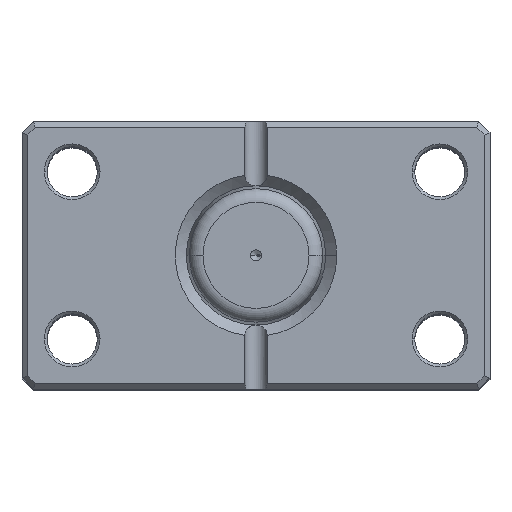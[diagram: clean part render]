
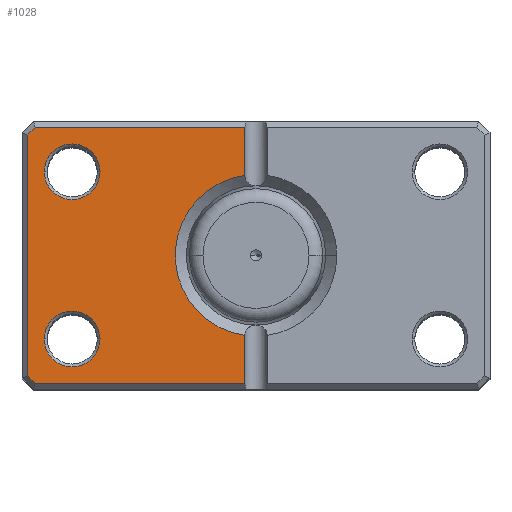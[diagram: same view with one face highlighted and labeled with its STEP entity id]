
A CAD part, top view. The second image highlights one B-rep face of the part: STEP entity #1028.
In plain terms, the highlighted face is planar.
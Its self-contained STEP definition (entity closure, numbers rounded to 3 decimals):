
#207 = ORIENTED_EDGE ( 'NONE', *, *, #2656, .T. ) ;
#220 = VECTOR ( 'NONE', #786, 1000. ) ;
#308 = CARTESIAN_POINT ( 'NONE',  ( 2., 24., 0. ) ) ;
#341 = EDGE_CURVE ( 'NONE', #5497, #5846, #2410, .T. ) ;
#351 = ORIENTED_EDGE ( 'NONE', *, *, #800, .T. ) ;
#510 = ORIENTED_EDGE ( 'NONE', *, *, #1633, .T. ) ;
#641 = CARTESIAN_POINT ( 'NONE',  ( 38., -15., 0. ) ) ;
#656 = EDGE_CURVE ( 'NONE', #5757, #5497, #3389, .T. ) ;
#665 = VECTOR ( 'NONE', #4536, 1000. ) ;
#686 = CIRCLE ( 'NONE', #2489, 5. ) ;
#709 = CARTESIAN_POINT ( 'NONE',  ( 33., 15., 0. ) ) ;
#770 = VERTEX_POINT ( 'NONE', #3249 ) ;
#786 = DIRECTION ( 'NONE',  ( 0., 1., 0. ) ) ;
#800 = EDGE_CURVE ( 'NONE', #770, #5757, #3005, .T. ) ;
#916 = CARTESIAN_POINT ( 'NONE',  ( 31.293, 31.293, 0. ) ) ;
#944 = VECTOR ( 'NONE', #1300, 1000. ) ;
#1028 = ADVANCED_FACE ( 'NONE', ( #4286, #1892, #3085 ), #1744, .F. ) ;
#1131 = VERTEX_POINT ( 'NONE', #641 ) ;
#1191 = VECTOR ( 'NONE', #5533, 1000. ) ;
#1197 = CIRCLE ( 'NONE', #2330, 5. ) ;
#1228 = DIRECTION ( 'NONE',  ( 1., 0., 0. ) ) ;
#1300 = DIRECTION ( 'NONE',  ( 0.707, -0.707, 0. ) ) ;
#1460 = DIRECTION ( 'NONE',  ( 0., 0., 1. ) ) ;
#1552 = ORIENTED_EDGE ( 'NONE', *, *, #1577, .T. ) ;
#1562 = LINE ( 'NONE', #2643, #220 ) ;
#1577 = EDGE_CURVE ( 'NONE', #5846, #3829, #4062, .T. ) ;
#1633 = EDGE_CURVE ( 'NONE', #2836, #1904, #1661, .T. ) ;
#1661 = LINE ( 'NONE', #308, #3915 ) ;
#1680 = ORIENTED_EDGE ( 'NONE', *, *, #5359, .T. ) ;
#1731 = DIRECTION ( 'NONE',  ( 0., 0., 1. ) ) ;
#1744 = PLANE ( 'NONE',  #5093 ) ;
#1782 = VERTEX_POINT ( 'NONE', #3683 ) ;
#1892 = FACE_BOUND ( 'NONE', #2409, .T. ) ;
#1904 = VERTEX_POINT ( 'NONE', #4189 ) ;
#1962 = ORIENTED_EDGE ( 'NONE', *, *, #5119, .T. ) ;
#2190 = CARTESIAN_POINT ( 'NONE',  ( 0., 0., 0. ) ) ;
#2206 = DIRECTION ( 'NONE',  ( 0., 0., 1. ) ) ;
#2257 = DIRECTION ( 'NONE',  ( 1., 0., 0. ) ) ;
#2330 = AXIS2_PLACEMENT_3D ( 'NONE', #2706, #5919, #3151 ) ;
#2366 = CARTESIAN_POINT ( 'NONE',  ( 41., 21.586, 0. ) ) ;
#2409 = EDGE_LOOP ( 'NONE', ( #4227, #3020 ) ) ;
#2410 = LINE ( 'NONE', #5326, #1191 ) ;
#2428 = EDGE_CURVE ( 'NONE', #1904, #4161, #5096, .T. ) ;
#2446 = DIRECTION ( 'NONE',  ( 0., 0., 1. ) ) ;
#2489 = AXIS2_PLACEMENT_3D ( 'NONE', #4433, #1731, #4917 ) ;
#2527 = CARTESIAN_POINT ( 'NONE',  ( 38., 15., 0. ) ) ;
#2611 = CARTESIAN_POINT ( 'NONE',  ( 41., -21.586, 0. ) ) ;
#2643 = CARTESIAN_POINT ( 'NONE',  ( 2., 24., 0. ) ) ;
#2655 = CARTESIAN_POINT ( 'NONE',  ( 31.293, -31.293, 0. ) ) ;
#2656 = EDGE_CURVE ( 'NONE', #3829, #2836, #5432, .T. ) ;
#2684 = DIRECTION ( 'NONE',  ( 0., 1., 0. ) ) ;
#2706 = CARTESIAN_POINT ( 'NONE',  ( 33., -15., 0. ) ) ;
#2836 = VERTEX_POINT ( 'NONE', #2908 ) ;
#2873 = VECTOR ( 'NONE', #5889, 1000. ) ;
#2886 = ORIENTED_EDGE ( 'NONE', *, *, #2428, .T. ) ;
#2908 = CARTESIAN_POINT ( 'NONE',  ( 2., -23., 0. ) ) ;
#3005 = LINE ( 'NONE', #4377, #665 ) ;
#3020 = ORIENTED_EDGE ( 'NONE', *, *, #5851, .T. ) ;
#3080 = EDGE_CURVE ( 'NONE', #3222, #5280, #3839, .T. ) ;
#3085 = FACE_OUTER_BOUND ( 'NONE', #4816, .T. ) ;
#3109 = CIRCLE ( 'NONE', #5490, 5. ) ;
#3151 = DIRECTION ( 'NONE',  ( 1., 0., 0. ) ) ;
#3222 = VERTEX_POINT ( 'NONE', #4860 ) ;
#3249 = CARTESIAN_POINT ( 'NONE',  ( 2., 23., 0. ) ) ;
#3275 = AXIS2_PLACEMENT_3D ( 'NONE', #4946, #2206, #5413 ) ;
#3389 = LINE ( 'NONE', #916, #944 ) ;
#3683 = CARTESIAN_POINT ( 'NONE',  ( 28., -15., 0. ) ) ;
#3829 = VERTEX_POINT ( 'NONE', #5232 ) ;
#3839 = CIRCLE ( 'NONE', #4186, 5. ) ;
#3881 = CARTESIAN_POINT ( 'NONE',  ( 2., 14.361, 0. ) ) ;
#3902 = VECTOR ( 'NONE', #5993, 1000. ) ;
#3915 = VECTOR ( 'NONE', #2684, 1000. ) ;
#3935 = ORIENTED_EDGE ( 'NONE', *, *, #341, .T. ) ;
#3937 = DIRECTION ( 'NONE',  ( 0., 0., 1. ) ) ;
#4062 = LINE ( 'NONE', #2655, #2873 ) ;
#4161 = VERTEX_POINT ( 'NONE', #3881 ) ;
#4170 = CARTESIAN_POINT ( 'NONE',  ( 0., -23., 0. ) ) ;
#4186 = AXIS2_PLACEMENT_3D ( 'NONE', #709, #3937, #1228 ) ;
#4189 = CARTESIAN_POINT ( 'NONE',  ( 2., -14.361, 0. ) ) ;
#4227 = ORIENTED_EDGE ( 'NONE', *, *, #3080, .T. ) ;
#4286 = FACE_BOUND ( 'NONE', #5206, .T. ) ;
#4377 = CARTESIAN_POINT ( 'NONE',  ( 0., 23., 0. ) ) ;
#4387 = EDGE_CURVE ( 'NONE', #1131, #1782, #1197, .T. ) ;
#4433 = CARTESIAN_POINT ( 'NONE',  ( 33., 15., 0. ) ) ;
#4536 = DIRECTION ( 'NONE',  ( 1., 0., 0. ) ) ;
#4816 = EDGE_LOOP ( 'NONE', ( #510, #2886, #1680, #351, #5190, #3935, #1552, #207 ) ) ;
#4860 = CARTESIAN_POINT ( 'NONE',  ( 28., 15., 0. ) ) ;
#4917 = DIRECTION ( 'NONE',  ( 1., 0., 0. ) ) ;
#4946 = CARTESIAN_POINT ( 'NONE',  ( 0., 0., 0. ) ) ;
#5093 = AXIS2_PLACEMENT_3D ( 'NONE', #2190, #1460, #2257 ) ;
#5096 = CIRCLE ( 'NONE', #3275, 14.5 ) ;
#5119 = EDGE_CURVE ( 'NONE', #1782, #1131, #3109, .T. ) ;
#5190 = ORIENTED_EDGE ( 'NONE', *, *, #656, .T. ) ;
#5202 = CARTESIAN_POINT ( 'NONE',  ( 33., -15., 0. ) ) ;
#5206 = EDGE_LOOP ( 'NONE', ( #1962, #5483 ) ) ;
#5232 = CARTESIAN_POINT ( 'NONE',  ( 39.586, -23., 0. ) ) ;
#5280 = VERTEX_POINT ( 'NONE', #2527 ) ;
#5283 = CARTESIAN_POINT ( 'NONE',  ( 39.586, 23., 0. ) ) ;
#5326 = CARTESIAN_POINT ( 'NONE',  ( 41., 0., 0. ) ) ;
#5359 = EDGE_CURVE ( 'NONE', #4161, #770, #1562, .T. ) ;
#5413 = DIRECTION ( 'NONE',  ( 1., 0., 0. ) ) ;
#5432 = LINE ( 'NONE', #4170, #3902 ) ;
#5483 = ORIENTED_EDGE ( 'NONE', *, *, #4387, .T. ) ;
#5490 = AXIS2_PLACEMENT_3D ( 'NONE', #5202, #2446, #5677 ) ;
#5497 = VERTEX_POINT ( 'NONE', #2366 ) ;
#5533 = DIRECTION ( 'NONE',  ( 0., -1., 0. ) ) ;
#5677 = DIRECTION ( 'NONE',  ( 1., 0., 0. ) ) ;
#5757 = VERTEX_POINT ( 'NONE', #5283 ) ;
#5846 = VERTEX_POINT ( 'NONE', #2611 ) ;
#5851 = EDGE_CURVE ( 'NONE', #5280, #3222, #686, .T. ) ;
#5889 = DIRECTION ( 'NONE',  ( -0.707, -0.707, 0. ) ) ;
#5919 = DIRECTION ( 'NONE',  ( 0., 0., 1. ) ) ;
#5993 = DIRECTION ( 'NONE',  ( -1., 0., 0. ) ) ;
